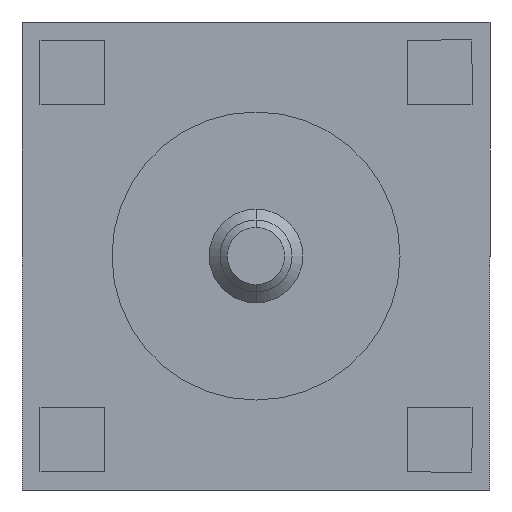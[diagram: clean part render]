
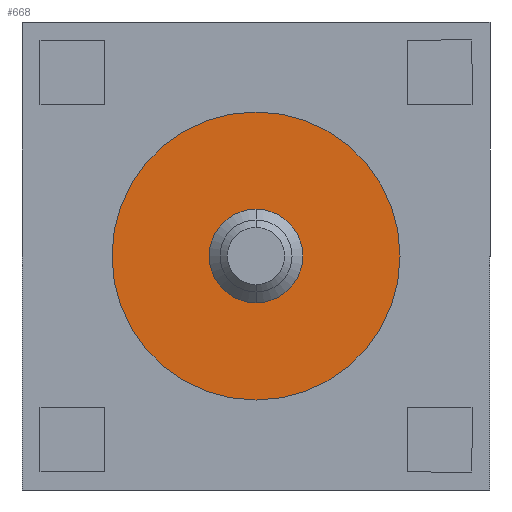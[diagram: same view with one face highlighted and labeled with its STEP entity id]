
A CAD part, front view. The second image highlights one B-rep face of the part: STEP entity #668.
In plain terms, the highlighted planar face has unit normal (0, -1, 0).
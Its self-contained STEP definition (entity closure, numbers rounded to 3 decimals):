
#1 = CIRCLE ( 'NONE', #1303, 0.65 ) ;
#73 = CARTESIAN_POINT ( 'NONE',  ( 0., 4., 2. ) ) ;
#87 = DIRECTION ( 'NONE',  ( 0., -1., 0. ) ) ;
#145 = DIRECTION ( 'NONE',  ( 0., -1., 0. ) ) ;
#151 = DIRECTION ( 'NONE',  ( 0., -1., 0. ) ) ;
#548 = CARTESIAN_POINT ( 'NONE',  ( 0., 4., -0.65 ) ) ;
#552 = AXIS2_PLACEMENT_3D ( 'NONE', #2122, #87, #2807 ) ;
#592 = ORIENTED_EDGE ( 'NONE', *, *, #2209, .T. ) ;
#668 = ADVANCED_FACE ( 'NONE', ( #2591, #674 ), #3210, .T. ) ;
#674 = FACE_OUTER_BOUND ( 'NONE', #3547, .T. ) ;
#777 = AXIS2_PLACEMENT_3D ( 'NONE', #2042, #2707, #2725 ) ;
#984 = ORIENTED_EDGE ( 'NONE', *, *, #1516, .F. ) ;
#1170 = CIRCLE ( 'NONE', #777, 2. ) ;
#1272 = CIRCLE ( 'NONE', #4288, 2. ) ;
#1303 = AXIS2_PLACEMENT_3D ( 'NONE', #3850, #151, #3876 ) ;
#1516 = EDGE_CURVE ( 'NONE', #4369, #3607, #1, .T. ) ;
#1901 = DIRECTION ( 'NONE',  ( 0., -1., 0. ) ) ;
#2042 = CARTESIAN_POINT ( 'NONE',  ( 0., 4., 0. ) ) ;
#2122 = CARTESIAN_POINT ( 'NONE',  ( 0., 4., 0. ) ) ;
#2209 = EDGE_CURVE ( 'NONE', #4204, #3727, #1170, .T. ) ;
#2359 = ORIENTED_EDGE ( 'NONE', *, *, #4108, .T. ) ;
#2444 = CIRCLE ( 'NONE', #3775, 0.65 ) ;
#2591 = FACE_BOUND ( 'NONE', #2682, .T. ) ;
#2682 = EDGE_LOOP ( 'NONE', ( #3354, #984 ) ) ;
#2707 = DIRECTION ( 'NONE',  ( 0., -1., 0. ) ) ;
#2725 = DIRECTION ( 'NONE',  ( 0., 0., -1. ) ) ;
#2793 = CARTESIAN_POINT ( 'NONE',  ( 0., 4., 0. ) ) ;
#2807 = DIRECTION ( 'NONE',  ( 0., 0., -1. ) ) ;
#3210 = PLANE ( 'NONE',  #552 ) ;
#3246 = CARTESIAN_POINT ( 'NONE',  ( 0., 4., 0.65 ) ) ;
#3354 = ORIENTED_EDGE ( 'NONE', *, *, #3584, .F. ) ;
#3547 = EDGE_LOOP ( 'NONE', ( #2359, #592 ) ) ;
#3584 = EDGE_CURVE ( 'NONE', #3607, #4369, #2444, .T. ) ;
#3592 = CARTESIAN_POINT ( 'NONE',  ( 0., 4., 0. ) ) ;
#3607 = VERTEX_POINT ( 'NONE', #548 ) ;
#3727 = VERTEX_POINT ( 'NONE', #4290 ) ;
#3775 = AXIS2_PLACEMENT_3D ( 'NONE', #3592, #1901, #4273 ) ;
#3811 = DIRECTION ( 'NONE',  ( 0., 0., -1. ) ) ;
#3850 = CARTESIAN_POINT ( 'NONE',  ( 0., 4., 0. ) ) ;
#3876 = DIRECTION ( 'NONE',  ( 0., 0., -1. ) ) ;
#4108 = EDGE_CURVE ( 'NONE', #3727, #4204, #1272, .T. ) ;
#4204 = VERTEX_POINT ( 'NONE', #73 ) ;
#4273 = DIRECTION ( 'NONE',  ( 0., 0., -1. ) ) ;
#4288 = AXIS2_PLACEMENT_3D ( 'NONE', #2793, #145, #3811 ) ;
#4290 = CARTESIAN_POINT ( 'NONE',  ( 0., 4., -2. ) ) ;
#4369 = VERTEX_POINT ( 'NONE', #3246 ) ;
